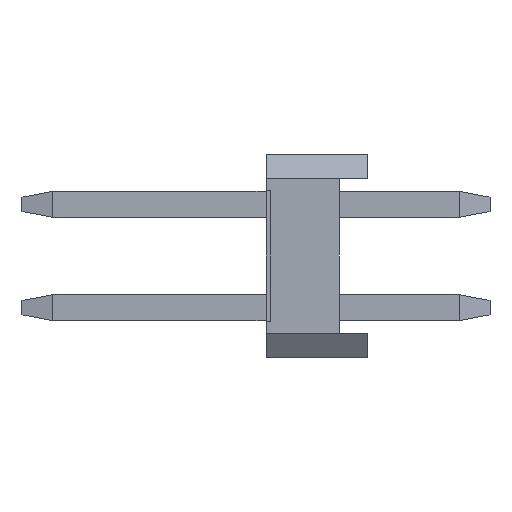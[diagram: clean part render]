
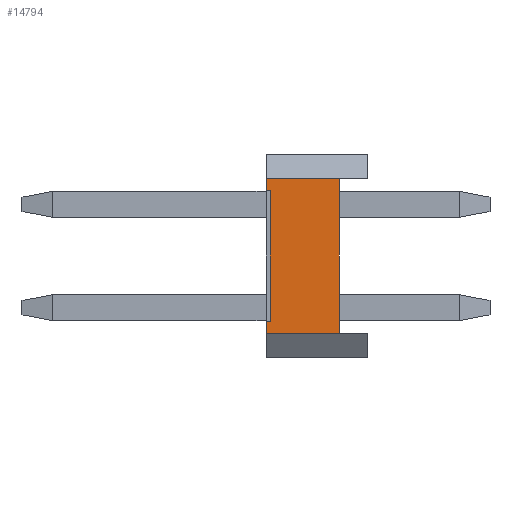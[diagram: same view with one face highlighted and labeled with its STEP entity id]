
A CAD part, left-side view. The second image highlights one B-rep face of the part: STEP entity #14794.
In plain terms, the highlighted planar face has unit normal (-1, 0, 0).
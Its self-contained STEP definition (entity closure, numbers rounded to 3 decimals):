
#14337=CARTESIAN_POINT('',(-1.27,-0.1,1.6));
#14338=VERTEX_POINT('',#14337);
#14355=CARTESIAN_POINT('',(-1.27,-0.1,-1.6));
#14356=VERTEX_POINT('',#14355);
#14363=CARTESIAN_POINT('',(-1.27,-0.1,-1.6));
#14364=DIRECTION('',(0.,0.,1.));
#14365=VECTOR('',#14364,3.2);
#14366=LINE('',#14363,#14365);
#14367=EDGE_CURVE('',#14356,#14338,#14366,.T.);
#14732=CARTESIAN_POINT('',(-1.27,0.,-1.9));
#14733=DIRECTION('',(0.,0.,1.));
#14734=DIRECTION('',(-1.,0.,0.));
#14735=AXIS2_PLACEMENT_3D('',#14732,#14734,#14733);
#14736=PLANE('',#14735);
#14737=CARTESIAN_POINT('',(-1.27,0.,-1.6));
#14738=VERTEX_POINT('',#14737);
#14739=CARTESIAN_POINT('',(-1.27,-0.1,-1.6));
#14740=DIRECTION('',(0.,1.,0.));
#14741=VECTOR('',#14740,0.1);
#14742=LINE('',#14739,#14741);
#14743=EDGE_CURVE('',#14356,#14738,#14742,.T.);
#14744=ORIENTED_EDGE('',*,*,#14743,.T.);
#14745=CARTESIAN_POINT('',(-1.27,0.,-1.9));
#14746=VERTEX_POINT('',#14745);
#14747=CARTESIAN_POINT('',(-1.27,0.,-1.9));
#14748=DIRECTION('',(0.,0.,1.));
#14749=VECTOR('',#14748,0.3);
#14750=LINE('',#14747,#14749);
#14751=EDGE_CURVE('',#14746,#14738,#14750,.T.);
#14752=ORIENTED_EDGE('',*,*,#14751,.F.);
#14753=CARTESIAN_POINT('',(-1.27,-1.8,-1.9));
#14754=VERTEX_POINT('',#14753);
#14755=CARTESIAN_POINT('',(-1.27,0.,-1.9));
#14756=DIRECTION('',(0.,-1.,0.));
#14757=VECTOR('',#14756,1.8);
#14758=LINE('',#14755,#14757);
#14759=EDGE_CURVE('',#14746,#14754,#14758,.T.);
#14760=ORIENTED_EDGE('',*,*,#14759,.T.);
#14761=CARTESIAN_POINT('',(-1.27,-1.8,1.9));
#14762=VERTEX_POINT('',#14761);
#14763=CARTESIAN_POINT('',(-1.27,-1.8,1.9));
#14764=DIRECTION('',(0.,0.,-1.));
#14765=VECTOR('',#14764,3.8);
#14766=LINE('',#14763,#14765);
#14767=EDGE_CURVE('',#14762,#14754,#14766,.T.);
#14768=ORIENTED_EDGE('',*,*,#14767,.F.);
#14769=CARTESIAN_POINT('',(-1.27,0.,1.9));
#14770=VERTEX_POINT('',#14769);
#14771=CARTESIAN_POINT('',(-1.27,-1.8,1.9));
#14772=DIRECTION('',(0.,1.,0.));
#14773=VECTOR('',#14772,1.8);
#14774=LINE('',#14771,#14773);
#14775=EDGE_CURVE('',#14762,#14770,#14774,.T.);
#14776=ORIENTED_EDGE('',*,*,#14775,.T.);
#14777=CARTESIAN_POINT('',(-1.27,0.,1.6));
#14778=VERTEX_POINT('',#14777);
#14779=CARTESIAN_POINT('',(-1.27,0.,1.6));
#14780=DIRECTION('',(0.,0.,1.));
#14781=VECTOR('',#14780,0.3);
#14782=LINE('',#14779,#14781);
#14783=EDGE_CURVE('',#14778,#14770,#14782,.T.);
#14784=ORIENTED_EDGE('',*,*,#14783,.F.);
#14785=CARTESIAN_POINT('',(-1.27,0.,1.6));
#14786=DIRECTION('',(0.,-1.,0.));
#14787=VECTOR('',#14786,0.1);
#14788=LINE('',#14785,#14787);
#14789=EDGE_CURVE('',#14778,#14338,#14788,.T.);
#14790=ORIENTED_EDGE('',*,*,#14789,.T.);
#14791=ORIENTED_EDGE('',*,*,#14367,.F.);
#14792=EDGE_LOOP('',(#14744,#14752,#14760,#14768,#14776,#14784,#14790,#14791));
#14793=FACE_OUTER_BOUND('',#14792,.T.);
#14794=ADVANCED_FACE('',(#14793),#14736,.T.);
